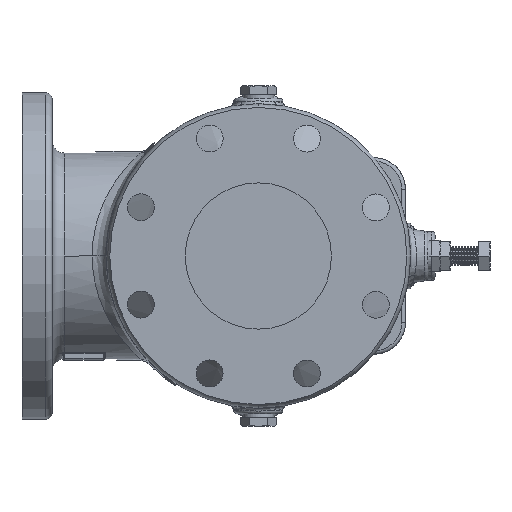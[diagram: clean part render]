
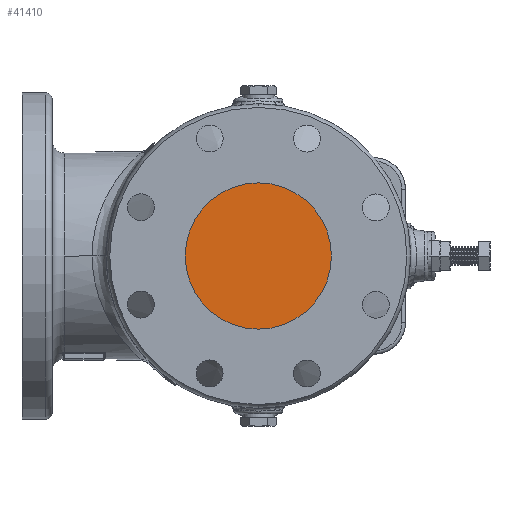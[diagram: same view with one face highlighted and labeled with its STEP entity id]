
A CAD part, left-side view. The second image highlights one B-rep face of the part: STEP entity #41410.
In plain terms, the highlighted planar face has unit normal (-1, 0, 0).
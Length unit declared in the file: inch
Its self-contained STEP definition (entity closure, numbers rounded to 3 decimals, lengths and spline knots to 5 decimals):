
#4859 = EDGE_LOOP ( 'NONE', ( #43584, #25713 ) ) ;
#5282 = CARTESIAN_POINT ( 'NONE',  ( -10.07874, 0., 0. ) ) ;
#8696 = EDGE_CURVE ( 'NONE', #15136, #28637, #18073, .T. ) ;
#11662 = AXIS2_PLACEMENT_3D ( 'NONE', #41562, #18996, #45311 ) ;
#14948 = DIRECTION ( 'NONE',  ( -1., 0., 0. ) ) ;
#15136 = VERTEX_POINT ( 'NONE', #36680 ) ;
#16631 = DIRECTION ( 'NONE',  ( 0., 0., 1. ) ) ;
#17217 = FACE_OUTER_BOUND ( 'NONE', #4859, .T. ) ;
#18073 = CIRCLE ( 'NONE', #35619, 2.46063 ) ;
#18996 = DIRECTION ( 'NONE',  ( -1., 0., 0. ) ) ;
#23976 = PLANE ( 'NONE',  #25983 ) ;
#25713 = ORIENTED_EDGE ( 'NONE', *, *, #41921, .T. ) ;
#25983 = AXIS2_PLACEMENT_3D ( 'NONE', #5282, #39173, #16631 ) ;
#27058 = CARTESIAN_POINT ( 'NONE',  ( -10.07874, 0., -2.46063 ) ) ;
#28637 = VERTEX_POINT ( 'NONE', #27058 ) ;
#35619 = AXIS2_PLACEMENT_3D ( 'NONE', #37480, #14948, #41290 ) ;
#36680 = CARTESIAN_POINT ( 'NONE',  ( -10.07874, 0., 2.46063 ) ) ;
#37480 = CARTESIAN_POINT ( 'NONE',  ( -10.07874, 0., 0. ) ) ;
#37817 = CIRCLE ( 'NONE', #11662, 2.46063 ) ;
#39173 = DIRECTION ( 'NONE',  ( -1., 0., 0. ) ) ;
#41290 = DIRECTION ( 'NONE',  ( 0., 0., 1. ) ) ;
#41410 = ADVANCED_FACE ( 'NONE', ( #17217 ), #23976, .T. ) ;
#41562 = CARTESIAN_POINT ( 'NONE',  ( -10.07874, 0., 0. ) ) ;
#41921 = EDGE_CURVE ( 'NONE', #28637, #15136, #37817, .T. ) ;
#43584 = ORIENTED_EDGE ( 'NONE', *, *, #8696, .T. ) ;
#45311 = DIRECTION ( 'NONE',  ( 0., 0., 1. ) ) ;
